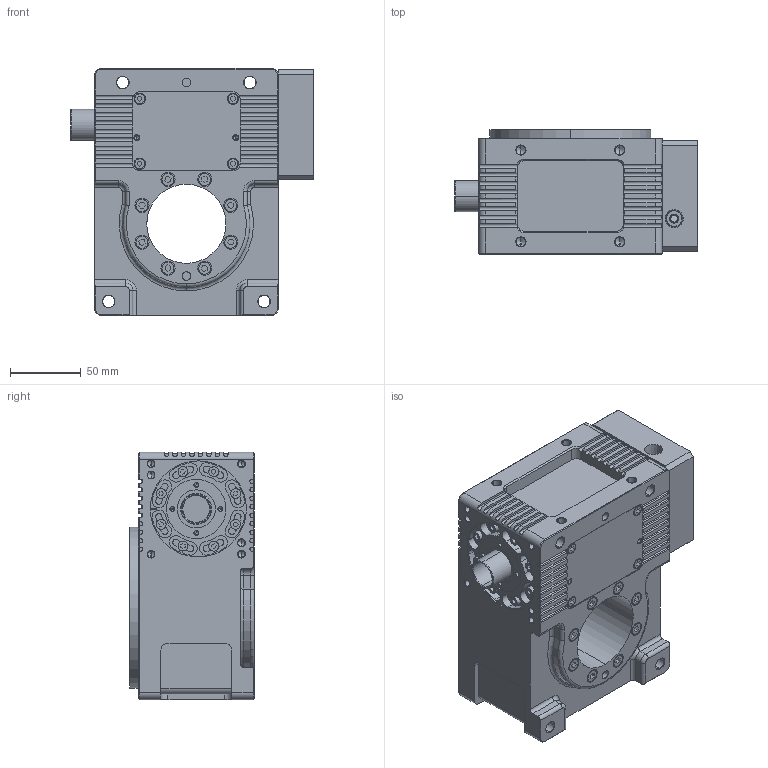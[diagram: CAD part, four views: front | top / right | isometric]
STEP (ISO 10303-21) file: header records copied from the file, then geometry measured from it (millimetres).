
FILE_DESCRIPTION (( 'STEP AP203' ), '1' );
FILE_NAME ('RT130-SSPM1-20360-R1空心軸外型(軸孔19)(20240222).stp', '2025-06-24T05:23:53', ( '' ), ( '' ), 'SwSTEP 2.0', 'SolidWorks 2018', '' );
FILE_SCHEMA (( 'CONFIG_CONTROL_DESIGN' ));
Products named in the file (1): RT130-SSPM1-20360-R1空心軸外型(軸孔19)(20240222)
Bounding box: 172 x 88 x 175 mm (x, y, z)
Volume: 1611687.8 mm3; surface area: 178876.5 mm2
Topology: 1 solids, 4 shells, 1447 faces, 3687 edges, 2300 vertices
Faces by surface type: plane 691, cylinder 538, cone 167, bspline 34, torus 17
Entity records: 47058 total; most frequent: CARTESIAN_POINT 11582, DIRECTION 7626, ORIENTED_EDGE 7214, EDGE_CURVE 3607, AXIS2_PLACEMENT_3D 2757, VERTEX_POINT 2300, LINE 2112, VECTOR 2112
